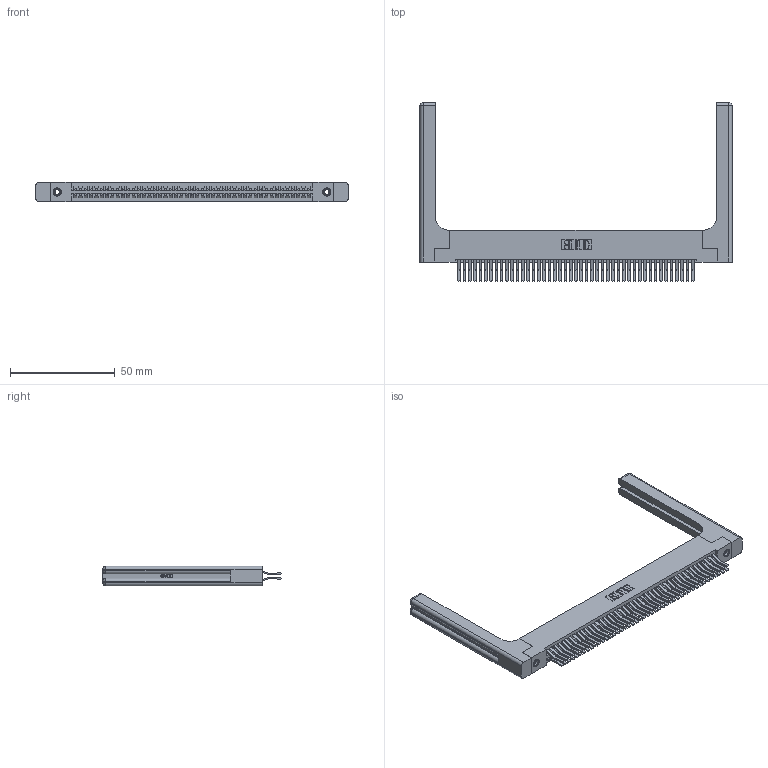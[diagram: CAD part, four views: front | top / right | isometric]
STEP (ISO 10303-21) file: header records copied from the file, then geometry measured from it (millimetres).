
FILE_DESCRIPTION (( 'STEP AP203' ), '1' );
FILE_NAME ('345-090-560-258.STEP', '2019-11-01T17:41:41', ( '' ), ( '' ), 'SwSTEP 2.0', 'SolidWorks 2016', '' );
FILE_SCHEMA (( 'CONFIG_CONTROL_DESIGN' ));
Length unit declared in the file: inch
Products named in the file (5): 345-090-560-258; 345-220-058_345-220-058; 345 Part_Flush Mounting Lugs - 0.156 Dia-TH; 345-292-001_560 Tail; 345-250-001_345-250-001-102
Assembly tree (95 placements, depth 2):
  345-090-560-258
    345 Part_Flush Mounting Lugs - 0.156 Dia-TH
    345-292-001_560 Tail  x90
    345-250-001_345-250-001-102  x2
    345-220-058_345-220-058  x2
Bounding box: 149.33 x 85.41 x 9.4 mm (x, y, z)
Volume: 23598.6 mm3; surface area: 28989.2 mm2
Topology: 95 solids, 95 shells, 5062 faces, 14957 edges, 9830 vertices
Faces by surface type: plane 3198, cylinder 1804, bspline 36, cone 12, sphere 8, torus 4
Entity records: 40174 total; most frequent: CARTESIAN_POINT 7725, ORIENTED_EDGE 6456, DIRECTION 5744, EDGE_CURVE 3228, VECTOR 2820, LINE 2820, VERTEX_POINT 2142, AXIS2_PLACEMENT_3D 1462
